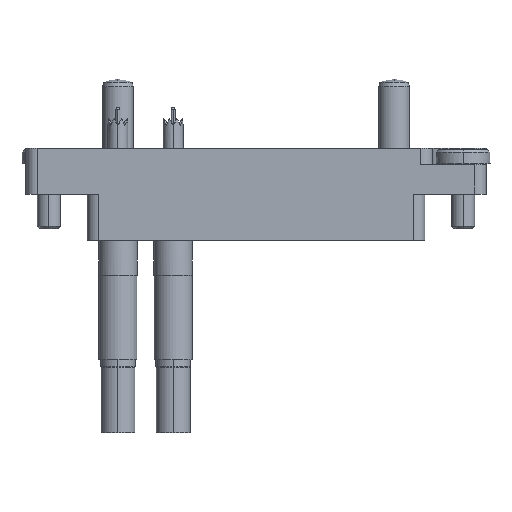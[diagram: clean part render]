
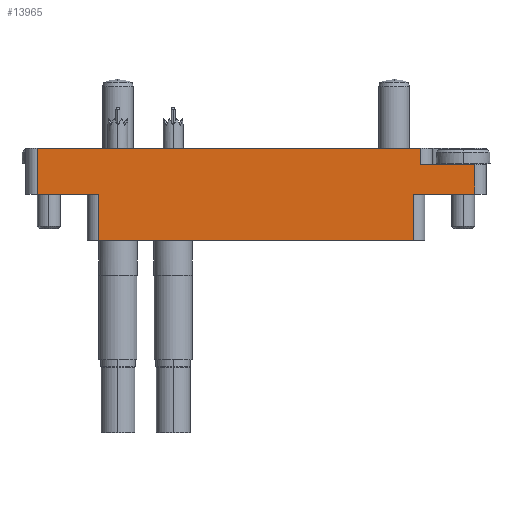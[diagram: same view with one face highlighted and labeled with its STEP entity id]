
A CAD part, left-side view. The second image highlights one B-rep face of the part: STEP entity #13965.
In plain terms, the highlighted face is planar.
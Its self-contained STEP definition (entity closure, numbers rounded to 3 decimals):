
#272 = LINE ( 'NONE', #19074, #4644 ) ;
#390 = CARTESIAN_POINT ( 'NONE',  ( -30., 0., 14.35 ) ) ;
#582 = DIRECTION ( 'NONE',  ( 1., 0., 0. ) ) ;
#653 = CARTESIAN_POINT ( 'NONE',  ( -20.5, 0., 14.35 ) ) ;
#830 = EDGE_LOOP ( 'NONE', ( #5666, #14476, #24279, #24624, #18523, #16913, #10102, #25779, #21819, #18306 ) ) ;
#1047 = LINE ( 'NONE', #653, #21943 ) ;
#1329 = EDGE_CURVE ( 'NONE', #8639, #17546, #4524, .T. ) ;
#1775 = VECTOR ( 'NONE', #582, 1000. ) ;
#1892 = EDGE_CURVE ( 'NONE', #16724, #12169, #9127, .T. ) ;
#1954 = VECTOR ( 'NONE', #13937, 1000. ) ;
#2015 = DIRECTION ( 'NONE',  ( 0., 1., 0. ) ) ;
#2346 = CARTESIAN_POINT ( 'NONE',  ( -20.5, 0., 14.35 ) ) ;
#2396 = EDGE_CURVE ( 'NONE', #18989, #17546, #14642, .T. ) ;
#2770 = FACE_OUTER_BOUND ( 'NONE', #830, .T. ) ;
#3116 = VECTOR ( 'NONE', #19613, 1000. ) ;
#4524 = LINE ( 'NONE', #7033, #10693 ) ;
#4644 = VECTOR ( 'NONE', #14685, 1000. ) ;
#4743 = DIRECTION ( 'NONE',  ( -1., 0., 0. ) ) ;
#4800 = CARTESIAN_POINT ( 'NONE',  ( -30., 6., 14.35 ) ) ;
#4818 = CARTESIAN_POINT ( 'NONE',  ( 20.5, 0., 14.35 ) ) ;
#5129 = VECTOR ( 'NONE', #21941, 1000. ) ;
#5327 = CARTESIAN_POINT ( 'NONE',  ( -28.5, 0., 14.35 ) ) ;
#5666 = ORIENTED_EDGE ( 'NONE', *, *, #20658, .F. ) ;
#6816 = AXIS2_PLACEMENT_3D ( 'NONE', #390, #12571, #4743 ) ;
#6958 = CARTESIAN_POINT ( 'NONE',  ( -20.5, -6., 14.35 ) ) ;
#7033 = CARTESIAN_POINT ( 'NONE',  ( 30., 0., 14.35 ) ) ;
#7208 = VERTEX_POINT ( 'NONE', #14472 ) ;
#7835 = CARTESIAN_POINT ( 'NONE',  ( -22., -6., 14.35 ) ) ;
#8281 = DIRECTION ( 'NONE',  ( 0., 1., 0. ) ) ;
#8639 = VERTEX_POINT ( 'NONE', #15960 ) ;
#9127 = LINE ( 'NONE', #11254, #3116 ) ;
#10102 = ORIENTED_EDGE ( 'NONE', *, *, #22936, .F. ) ;
#10243 = VECTOR ( 'NONE', #23518, 1000. ) ;
#10258 = CARTESIAN_POINT ( 'NONE',  ( 21.5, 6., 14.35 ) ) ;
#10693 = VECTOR ( 'NONE', #12619, 1000. ) ;
#11254 = CARTESIAN_POINT ( 'NONE',  ( -28.5, 0., 14.35 ) ) ;
#11464 = EDGE_CURVE ( 'NONE', #17984, #16037, #1047, .T. ) ;
#12169 = VERTEX_POINT ( 'NONE', #5327 ) ;
#12476 = LINE ( 'NONE', #18184, #23879 ) ;
#12571 = DIRECTION ( 'NONE',  ( 0., 0., -1. ) ) ;
#12619 = DIRECTION ( 'NONE',  ( -1., 0., 0. ) ) ;
#12971 = DIRECTION ( 'NONE',  ( 0., -1., 0. ) ) ;
#13937 = DIRECTION ( 'NONE',  ( -1., 0., 0. ) ) ;
#13965 = ADVANCED_FACE ( 'NONE', ( #2770 ), #15075, .F. ) ;
#14371 = VERTEX_POINT ( 'NONE', #16572 ) ;
#14472 = CARTESIAN_POINT ( 'NONE',  ( 21.5, 3.9, 14.35 ) ) ;
#14476 = ORIENTED_EDGE ( 'NONE', *, *, #2396, .T. ) ;
#14642 = LINE ( 'NONE', #19122, #19644 ) ;
#14685 = DIRECTION ( 'NONE',  ( 0., 1., 0. ) ) ;
#15075 = PLANE ( 'NONE',  #6816 ) ;
#15427 = LINE ( 'NONE', #25495, #10243 ) ;
#15960 = CARTESIAN_POINT ( 'NONE',  ( 28.5, 0., 14.35 ) ) ;
#16037 = VERTEX_POINT ( 'NONE', #6958 ) ;
#16572 = CARTESIAN_POINT ( 'NONE',  ( 28.5, 3.9, 14.35 ) ) ;
#16666 = EDGE_CURVE ( 'NONE', #8639, #14371, #272, .T. ) ;
#16724 = VERTEX_POINT ( 'NONE', #19210 ) ;
#16913 = ORIENTED_EDGE ( 'NONE', *, *, #19542, .T. ) ;
#17546 = VERTEX_POINT ( 'NONE', #4818 ) ;
#17984 = VERTEX_POINT ( 'NONE', #2346 ) ;
#18063 = LINE ( 'NONE', #7835, #1954 ) ;
#18184 = CARTESIAN_POINT ( 'NONE',  ( 21.5, 0., 14.35 ) ) ;
#18238 = VERTEX_POINT ( 'NONE', #10258 ) ;
#18306 = ORIENTED_EDGE ( 'NONE', *, *, #11464, .T. ) ;
#18523 = ORIENTED_EDGE ( 'NONE', *, *, #22550, .F. ) ;
#18989 = VERTEX_POINT ( 'NONE', #23903 ) ;
#19074 = CARTESIAN_POINT ( 'NONE',  ( 28.5, 3.9, 14.35 ) ) ;
#19122 = CARTESIAN_POINT ( 'NONE',  ( 20.5, 0., 14.35 ) ) ;
#19210 = CARTESIAN_POINT ( 'NONE',  ( -28.5, 6., 14.35 ) ) ;
#19542 = EDGE_CURVE ( 'NONE', #7208, #18238, #12476, .T. ) ;
#19613 = DIRECTION ( 'NONE',  ( 0., -1., 0. ) ) ;
#19644 = VECTOR ( 'NONE', #8281, 1000. ) ;
#20658 = EDGE_CURVE ( 'NONE', #18989, #16037, #18063, .T. ) ;
#21819 = ORIENTED_EDGE ( 'NONE', *, *, #22308, .F. ) ;
#21821 = LINE ( 'NONE', #26043, #5129 ) ;
#21941 = DIRECTION ( 'NONE',  ( -1., 0., 0. ) ) ;
#21943 = VECTOR ( 'NONE', #12971, 1000. ) ;
#22308 = EDGE_CURVE ( 'NONE', #17984, #12169, #21821, .T. ) ;
#22550 = EDGE_CURVE ( 'NONE', #7208, #14371, #15427, .T. ) ;
#22936 = EDGE_CURVE ( 'NONE', #16724, #18238, #22952, .T. ) ;
#22952 = LINE ( 'NONE', #4800, #1775 ) ;
#23518 = DIRECTION ( 'NONE',  ( 1., 0., 0. ) ) ;
#23879 = VECTOR ( 'NONE', #2015, 1000. ) ;
#23903 = CARTESIAN_POINT ( 'NONE',  ( 20.5, -6., 14.35 ) ) ;
#24279 = ORIENTED_EDGE ( 'NONE', *, *, #1329, .F. ) ;
#24624 = ORIENTED_EDGE ( 'NONE', *, *, #16666, .T. ) ;
#25495 = CARTESIAN_POINT ( 'NONE',  ( 30., 3.9, 14.35 ) ) ;
#25779 = ORIENTED_EDGE ( 'NONE', *, *, #1892, .T. ) ;
#26043 = CARTESIAN_POINT ( 'NONE',  ( 30., 0., 14.35 ) ) ;
